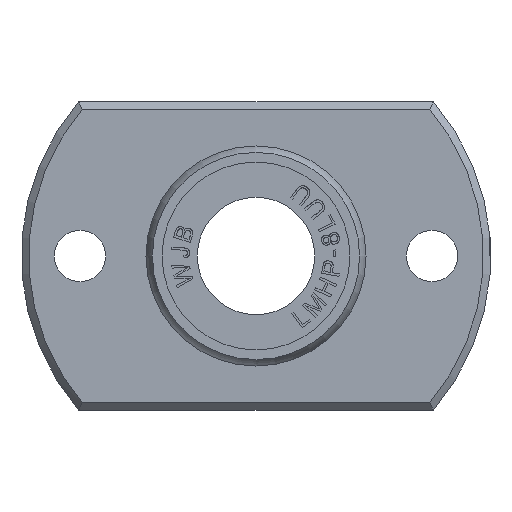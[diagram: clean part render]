
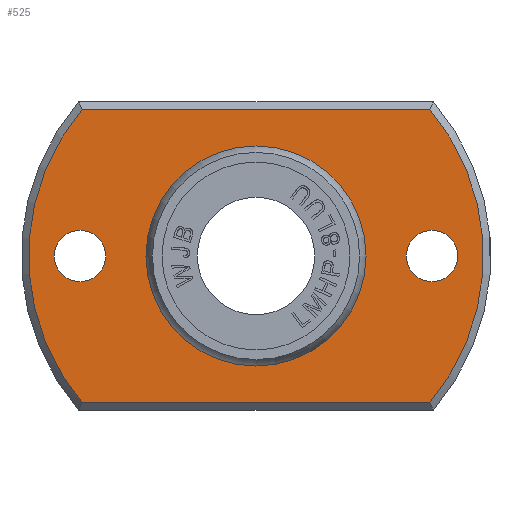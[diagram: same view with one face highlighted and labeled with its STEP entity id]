
A CAD part, left-side view. The second image highlights one B-rep face of the part: STEP entity #525.
In plain terms, the highlighted planar face has unit normal (-1, 0, 0).
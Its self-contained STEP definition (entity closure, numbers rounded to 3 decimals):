
#525=ADVANCED_FACE('',(#1249,#1250,#1251,#1252),#890,.T.);
#890=PLANE('',#6617);
#1155=CIRCLE('',#6605,15.5);
#1160=CIRCLE('',#6613,1.75);
#1161=CIRCLE('',#6614,1.75);
#1162=CIRCLE('',#6615,7.309);
#1163=CIRCLE('',#6616,15.5);
#1249=FACE_BOUND('',#1358,.T.);
#1250=FACE_BOUND('',#1359,.T.);
#1251=FACE_BOUND('',#1360,.T.);
#1252=FACE_BOUND('',#1361,.T.);
#1358=EDGE_LOOP('',(#3070));
#1359=EDGE_LOOP('',(#3071));
#1360=EDGE_LOOP('',(#3072));
#1361=EDGE_LOOP('',(#3073,#3074,#3075,#3076));
#3070=ORIENTED_EDGE('',*,*,#5487,.F.);
#3071=ORIENTED_EDGE('',*,*,#5488,.F.);
#3072=ORIENTED_EDGE('',*,*,#5489,.F.);
#3073=ORIENTED_EDGE('',*,*,#5477,.F.);
#3074=ORIENTED_EDGE('',*,*,#5490,.F.);
#3075=ORIENTED_EDGE('',*,*,#5491,.F.);
#3076=ORIENTED_EDGE('',*,*,#5492,.F.);
#4868=VERTEX_POINT('',#9655);
#4870=VERTEX_POINT('',#9658);
#4878=VERTEX_POINT('',#9688);
#4879=VERTEX_POINT('',#9690);
#4880=VERTEX_POINT('',#9692);
#4881=VERTEX_POINT('',#9697);
#4882=VERTEX_POINT('',#9699);
#5477=EDGE_CURVE('',#4868,#4870,#1155,.T.);
#5487=EDGE_CURVE('',#4878,#4878,#1160,.T.);
#5488=EDGE_CURVE('',#4879,#4879,#1161,.T.);
#5489=EDGE_CURVE('',#4880,#4880,#1162,.T.);
#5490=EDGE_CURVE('',#4881,#4868,#6197,.T.);
#5491=EDGE_CURVE('',#4882,#4881,#1163,.T.);
#5492=EDGE_CURVE('',#4870,#4882,#6198,.T.);
#6197=B_SPLINE_CURVE_WITH_KNOTS('',3,(#9693,#9694,#9695,#9696),.UNSPECIFIED.,
 .F.,.F.,(4,4),(0.,1.),.UNSPECIFIED.);
#6198=B_SPLINE_CURVE_WITH_KNOTS('',3,(#9700,#9701,#9702,#9703),.UNSPECIFIED.,
 .F.,.F.,(4,4),(0.,1.),.UNSPECIFIED.);
#6605=AXIS2_PLACEMENT_3D('',#9657,#7161,#7162);
#6613=AXIS2_PLACEMENT_3D('',#9687,#7179,#7180);
#6614=AXIS2_PLACEMENT_3D('',#9689,#7181,#7182);
#6615=AXIS2_PLACEMENT_3D('',#9691,#7183,#7184);
#6616=AXIS2_PLACEMENT_3D('',#9698,#7185,#7186);
#6617=AXIS2_PLACEMENT_3D('',#9704,#7187,#7188);
#7161=DIRECTION('',(1.,0.,0.));
#7162=DIRECTION('',(0.,0.,-1.));
#7179=DIRECTION('',(-1.,0.,0.));
#7180=DIRECTION('',(0.,0.,1.));
#7181=DIRECTION('',(-1.,0.,0.));
#7182=DIRECTION('',(0.,0.,1.));
#7183=DIRECTION('',(-1.,0.,0.));
#7184=DIRECTION('',(0.,0.,1.));
#7185=DIRECTION('',(1.,0.,0.));
#7186=DIRECTION('',(0.,0.,-1.));
#7187=DIRECTION('',(-1.,0.,0.));
#7188=DIRECTION('',(0.,0.,1.));
#9655=CARTESIAN_POINT('',(5.,11.843,-10.));
#9657=CARTESIAN_POINT('',(5.,0.,0.));
#9658=CARTESIAN_POINT('',(5.,11.843,10.));
#9687=CARTESIAN_POINT('',(5.,-12.,0.));
#9688=CARTESIAN_POINT('',(5.,-12.,1.75));
#9689=CARTESIAN_POINT('',(5.,12.,0.));
#9690=CARTESIAN_POINT('',(5.,12.,1.75));
#9691=CARTESIAN_POINT('',(5.,0.,0.));
#9692=CARTESIAN_POINT('',(5.,0.,7.309));
#9693=CARTESIAN_POINT('',(5.,-11.843,-10.));
#9694=CARTESIAN_POINT('',(5.,-3.948,-10.));
#9695=CARTESIAN_POINT('',(5.,3.948,-10.));
#9696=CARTESIAN_POINT('',(5.,11.843,-10.));
#9697=CARTESIAN_POINT('',(5.,-11.843,-10.));
#9698=CARTESIAN_POINT('',(5.,0.,0.));
#9699=CARTESIAN_POINT('',(5.,-11.843,10.));
#9700=CARTESIAN_POINT('',(5.,11.843,10.));
#9701=CARTESIAN_POINT('',(5.,3.948,10.));
#9702=CARTESIAN_POINT('',(5.,-3.948,10.));
#9703=CARTESIAN_POINT('',(5.,-11.843,10.));
#9704=CARTESIAN_POINT('',(5.,0.,11.655));
